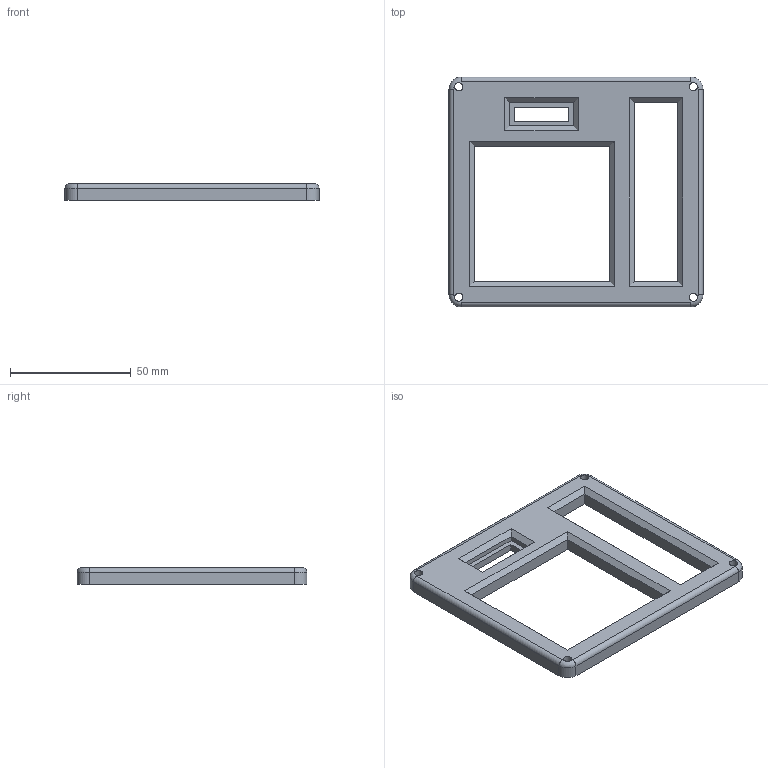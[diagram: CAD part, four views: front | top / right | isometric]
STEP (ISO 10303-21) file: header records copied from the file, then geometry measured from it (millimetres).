
FILE_DESCRIPTION(/* description */ (''),/* implementation_level */ '2;1');
FILE_NAME(/* name */ 'TOP.step',/* time_stamp */ '2025-07-30T18:33:49+05:30',/* author */ (''),/* organization */ (''),/* preprocessor_version */ 'ST-DEVELOPER v20.1',/* originating_system */ 'Autodesk Translation Framework v14.10.0.0',/* authorisation */ '');
FILE_SCHEMA (('AUTOMOTIVE_DESIGN { 1 0 10303 214 3 1 1 }'));
Length unit declared in the file: millimetre
Products named in the file (1): 2025-07-26-11-01-38-729
Bounding box: 105 x 95 x 7 mm (x, y, z)
Volume: 35405.8 mm3; surface area: 16115.3 mm2
Topology: 1 solids, 1 shells, 51 faces, 136 edges, 84 vertices
Faces by surface type: plane 35, cylinder 12, torus 4
Full cylindrical faces by diameter (mm): 3.4 x4
Entity records: 1654 total; most frequent: CARTESIAN_POINT 300, ORIENTED_EDGE 272, DIRECTION 272, EDGE_CURVE 136, LINE 96, VECTOR 96, AXIS2_PLACEMENT_3D 88, VERTEX_POINT 84
